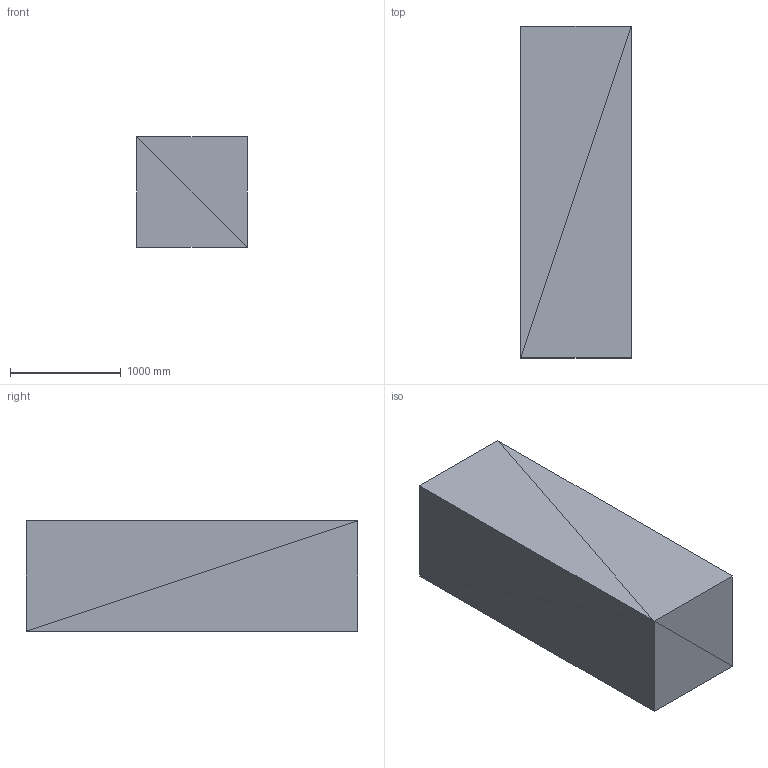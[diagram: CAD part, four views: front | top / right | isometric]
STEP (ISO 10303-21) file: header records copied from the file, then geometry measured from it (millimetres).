
FILE_DESCRIPTION(('Open CASCADE Model'),'2;1');
FILE_NAME('Open CASCADE Shape Model','2021-10-31T11:02:16',('Author'),( 'Open CASCADE'),'Open CASCADE STEP processor 7.1','Open CASCADE 7.1' ,'Unknown');
FILE_SCHEMA(('AUTOMOTIVE_DESIGN { 1 0 10303 214 1 1 1 1 }'));
Length unit declared in the file: millimetre
Products named in the file (1): Box
Bounding box: 1000 x 3000 x 1000 mm (x, y, z)
Surface area: 14000000 mm2 (no closed solid volume)
Topology: 0 solids, 1 shells, 12 faces, 18 edges, 8 vertices
Faces by surface type: plane 12
Entity records: 483 total; most frequent: CARTESIAN_POINT 93, DIRECTION 62, ORIENTED_EDGE 36, LINE 36, VECTOR 36, PCURVE 36, DEFINITIONAL_REPRESENTATION 36, EDGE_CURVE 18
